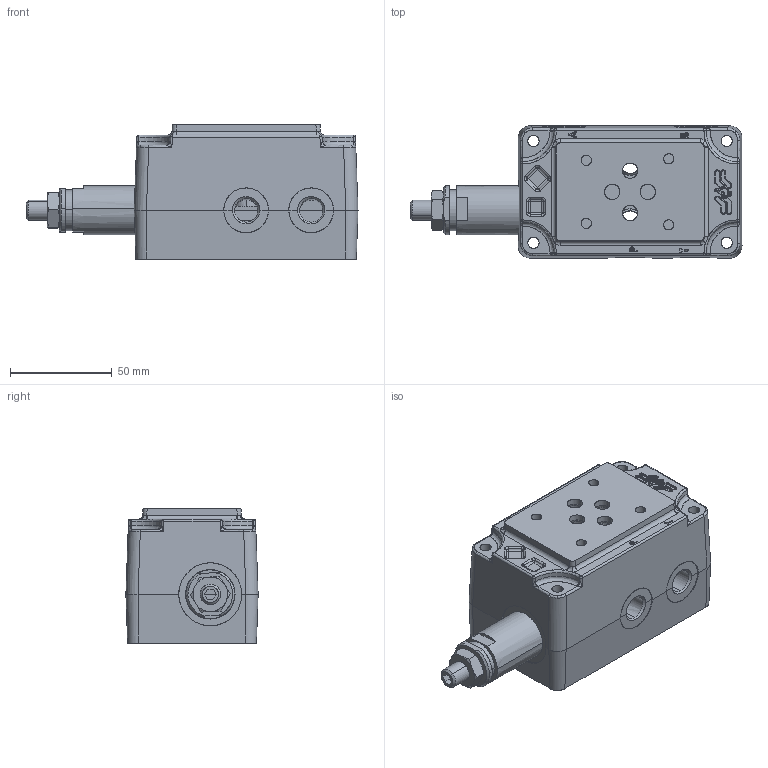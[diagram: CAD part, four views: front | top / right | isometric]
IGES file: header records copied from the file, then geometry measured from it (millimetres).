
Start section: SolidWorks IGES file using analytic representation for surfaces
Global section: file name: BS321C-001.igs; native system: SolidWorks 2014; preprocessor: SolidWorks 2014; author: serviziopdm; date: 161014.142528; units: millimetre
Bounding box: 163.2 x 65 x 66 mm (x, y, z)
Surface area: 50132.4 mm2 (no closed solid volume)
Topology: 0 solids, 0 shells, 651 faces, 7511 edges, 7475 vertices
Faces by surface type: bspline 366, revolution 285
